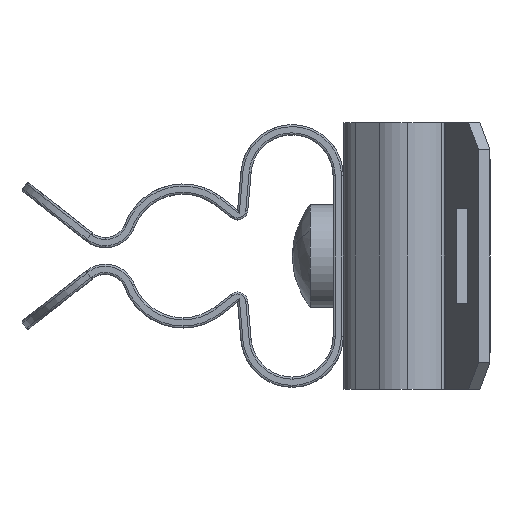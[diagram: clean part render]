
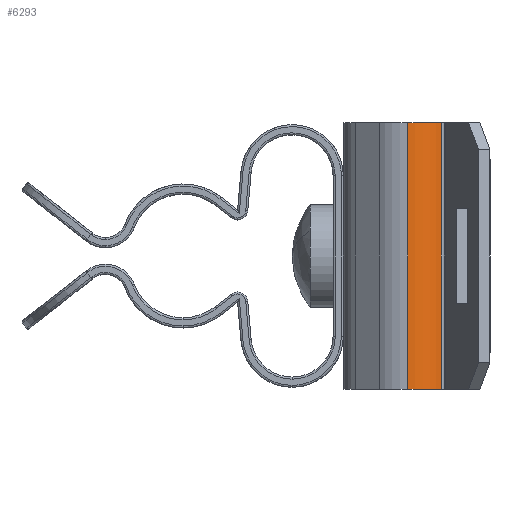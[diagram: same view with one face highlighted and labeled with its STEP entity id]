
A CAD part, left-side view. The second image highlights one B-rep face of the part: STEP entity #6293.
In plain terms, the highlighted cylindrical face has radius 2.151 mm (diameter 4.302 mm), a partial arc.
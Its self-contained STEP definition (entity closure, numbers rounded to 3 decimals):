
#53 = AXIS2_PLACEMENT_3D ( 'NONE', #3649, #4181, #1509 ) ;
#58 = CARTESIAN_POINT ( 'NONE',  ( -21.097, -2.529, 13. ) ) ;
#94 = DIRECTION ( 'NONE',  ( -1., 0., 0. ) ) ;
#266 = CARTESIAN_POINT ( 'NONE',  ( -23.248, -2.529, 13. ) ) ;
#545 = VERTEX_POINT ( 'NONE', #967 ) ;
#556 = EDGE_CURVE ( 'NONE', #3723, #545, #4792, .T. ) ;
#595 = CYLINDRICAL_SURFACE ( 'NONE', #780, 2.151 ) ;
#780 = AXIS2_PLACEMENT_3D ( 'NONE', #58, #4321, #94 ) ;
#840 = LINE ( 'NONE', #3008, #2976 ) ;
#967 = CARTESIAN_POINT ( 'NONE',  ( -22.48, -4.177, 0. ) ) ;
#1019 = DIRECTION ( 'NONE',  ( 0., 0., 1. ) ) ;
#1509 = DIRECTION ( 'NONE',  ( 1., 0., 0. ) ) ;
#2216 = EDGE_LOOP ( 'NONE', ( #5109, #6446, #3609, #6144 ) ) ;
#2548 = CIRCLE ( 'NONE', #3699, 2.151 ) ;
#2976 = VECTOR ( 'NONE', #4536, 1000. ) ;
#3008 = CARTESIAN_POINT ( 'NONE',  ( -23.248, -2.529, 13. ) ) ;
#3146 = EDGE_CURVE ( 'NONE', #4839, #545, #2548, .T. ) ;
#3184 = DIRECTION ( 'NONE',  ( 1., 0., 0. ) ) ;
#3608 = CARTESIAN_POINT ( 'NONE',  ( -21.097, -2.529, 0. ) ) ;
#3609 = ORIENTED_EDGE ( 'NONE', *, *, #3146, .T. ) ;
#3649 = CARTESIAN_POINT ( 'NONE',  ( -21.097, -2.529, 13. ) ) ;
#3699 = AXIS2_PLACEMENT_3D ( 'NONE', #3608, #1019, #3184 ) ;
#3723 = VERTEX_POINT ( 'NONE', #6426 ) ;
#4155 = EDGE_CURVE ( 'NONE', #6076, #3723, #4694, .T. ) ;
#4181 = DIRECTION ( 'NONE',  ( 0., 0., 1. ) ) ;
#4321 = DIRECTION ( 'NONE',  ( 0., 0., -1. ) ) ;
#4536 = DIRECTION ( 'NONE',  ( 0., 0., -1. ) ) ;
#4694 = CIRCLE ( 'NONE', #53, 2.151 ) ;
#4726 = DIRECTION ( 'NONE',  ( 0., 0., -1. ) ) ;
#4792 = LINE ( 'NONE', #4835, #6381 ) ;
#4835 = CARTESIAN_POINT ( 'NONE',  ( -22.48, -4.177, 13. ) ) ;
#4839 = VERTEX_POINT ( 'NONE', #5763 ) ;
#5109 = ORIENTED_EDGE ( 'NONE', *, *, #4155, .F. ) ;
#5471 = FACE_OUTER_BOUND ( 'NONE', #2216, .T. ) ;
#5763 = CARTESIAN_POINT ( 'NONE',  ( -23.248, -2.529, 0. ) ) ;
#6042 = EDGE_CURVE ( 'NONE', #6076, #4839, #840, .T. ) ;
#6076 = VERTEX_POINT ( 'NONE', #266 ) ;
#6144 = ORIENTED_EDGE ( 'NONE', *, *, #556, .F. ) ;
#6293 = ADVANCED_FACE ( 'NONE', ( #5471 ), #595, .T. ) ;
#6381 = VECTOR ( 'NONE', #4726, 1000. ) ;
#6426 = CARTESIAN_POINT ( 'NONE',  ( -22.48, -4.177, 13. ) ) ;
#6446 = ORIENTED_EDGE ( 'NONE', *, *, #6042, .T. ) ;
